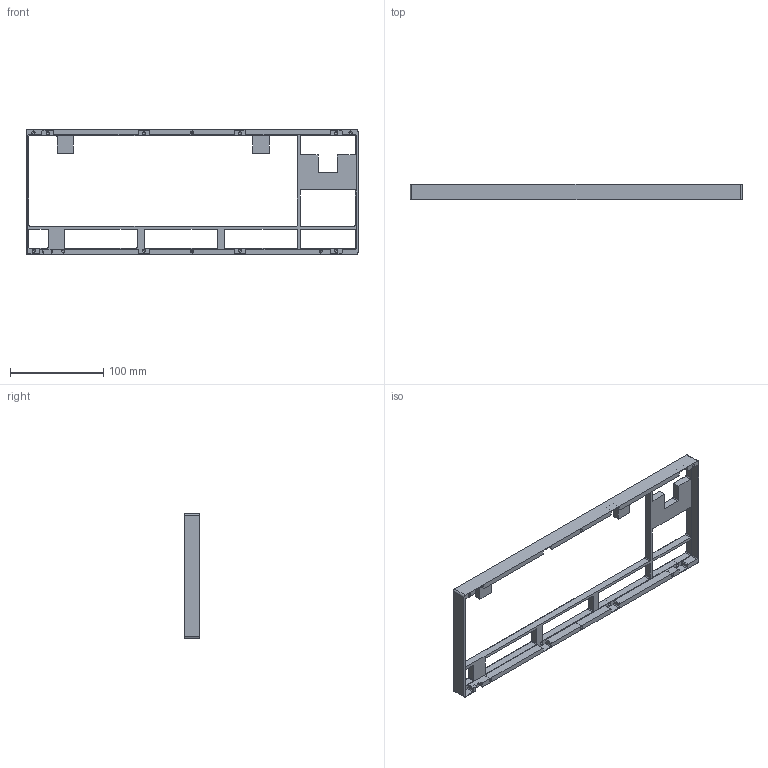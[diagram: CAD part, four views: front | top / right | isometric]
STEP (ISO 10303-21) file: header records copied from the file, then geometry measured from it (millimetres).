
FILE_DESCRIPTION (( 'STEP AP214' ), '1' );
FILE_NAME ('Top.STEP', '2015-12-07T12:22:42', ( 'Tom' ), ( '' ), 'SwSTEP 2.0', 'SolidWorks 2009', '' );
FILE_SCHEMA (( 'AUTOMOTIVE_DESIGN' ));
Length unit declared in the file: millimetre
Products named in the file (1): Top
Bounding box: 355.26 x 16.6 x 133.66 mm (x, y, z)
Volume: 111768.5 mm3; surface area: 61278.9 mm2
Topology: 1 solids, 1 shells, 445 faces, 1202 edges, 746 vertices
Faces by surface type: plane 259, cylinder 114, cone 72
Entity records: 18537 total; most frequent: CARTESIAN_POINT 2372, ORIENTED_EDGE 2348, DIRECTION 2332, EDGE_CURVE 1174, LINE 904, VECTOR 904, VERTEX_POINT 746, AXIS2_PLACEMENT_3D 714
